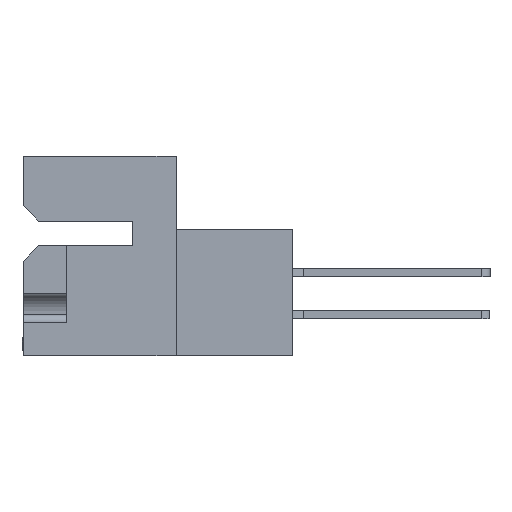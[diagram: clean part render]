
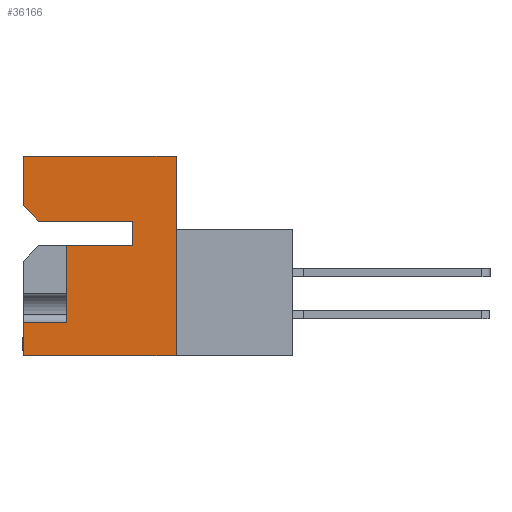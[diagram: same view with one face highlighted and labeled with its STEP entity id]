
A CAD part, left-side view. The second image highlights one B-rep face of the part: STEP entity #36166.
In plain terms, the highlighted planar face has unit normal (-1, 0, 0).
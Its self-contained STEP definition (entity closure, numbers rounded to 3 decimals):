
#127 = VERTEX_POINT ( 'NONE', #46254 ) ;
#317 = EDGE_CURVE ( 'NONE', #32839, #10933, #621, .T. ) ;
#621 = LINE ( 'NONE', #43275, #27458 ) ;
#1146 = CARTESIAN_POINT ( 'NONE',  ( 0., -8.814, -15.088 ) ) ;
#1763 = CARTESIAN_POINT ( 'NONE',  ( 0., 0., 0. ) ) ;
#2984 = CARTESIAN_POINT ( 'NONE',  ( 0., 11.506, 0. ) ) ;
#3096 = VERTEX_POINT ( 'NONE', #44535 ) ;
#3142 = DIRECTION ( 'NONE',  ( 0., 0., 1. ) ) ;
#3402 = ORIENTED_EDGE ( 'NONE', *, *, #317, .F. ) ;
#4131 = LINE ( 'NONE', #13226, #23483 ) ;
#4471 = VECTOR ( 'NONE', #32547, 1000. ) ;
#5020 = EDGE_CURVE ( 'NONE', #16588, #127, #6059, .T. ) ;
#6059 = LINE ( 'NONE', #21601, #32317 ) ;
#9107 = CARTESIAN_POINT ( 'NONE',  ( 0., 3.251, -6.782 ) ) ;
#9283 = PLANE ( 'NONE',  #31727 ) ;
#9336 = CARTESIAN_POINT ( 'NONE',  ( 0., 8.255, -12.58 ) ) ;
#9804 = CARTESIAN_POINT ( 'NONE',  ( 0., 8.255, -6.782 ) ) ;
#10933 = VERTEX_POINT ( 'NONE', #2984 ) ;
#12572 = VECTOR ( 'NONE', #50018, 1000. ) ;
#13209 = CARTESIAN_POINT ( 'NONE',  ( 0., 0., 0. ) ) ;
#13226 = CARTESIAN_POINT ( 'NONE',  ( 0., 10.363, -4.902 ) ) ;
#13440 = EDGE_CURVE ( 'NONE', #25770, #31058, #45224, .T. ) ;
#13764 = ORIENTED_EDGE ( 'NONE', *, *, #49969, .F. ) ;
#14332 = CARTESIAN_POINT ( 'NONE',  ( 0., 8.255, -6.782 ) ) ;
#14810 = LINE ( 'NONE', #1146, #45332 ) ;
#16588 = VERTEX_POINT ( 'NONE', #18923 ) ;
#16749 = ORIENTED_EDGE ( 'NONE', *, *, #45944, .T. ) ;
#17963 = ORIENTED_EDGE ( 'NONE', *, *, #13440, .F. ) ;
#18145 = VERTEX_POINT ( 'NONE', #33718 ) ;
#18429 = DIRECTION ( 'NONE',  ( 0., 0., 1. ) ) ;
#18505 = ORIENTED_EDGE ( 'NONE', *, *, #5020, .F. ) ;
#18923 = CARTESIAN_POINT ( 'NONE',  ( 0., 3.251, -4.902 ) ) ;
#19689 = EDGE_CURVE ( 'NONE', #18145, #31058, #35608, .T. ) ;
#19733 = LINE ( 'NONE', #33970, #27217 ) ;
#20532 = ORIENTED_EDGE ( 'NONE', *, *, #25894, .F. ) ;
#21422 = ORIENTED_EDGE ( 'NONE', *, *, #19689, .T. ) ;
#21562 = DIRECTION ( 'NONE',  ( 0., 1., 0. ) ) ;
#21601 = CARTESIAN_POINT ( 'NONE',  ( 0., 0., -4.902 ) ) ;
#22843 = ORIENTED_EDGE ( 'NONE', *, *, #48233, .F. ) ;
#23413 = VECTOR ( 'NONE', #51664, 1000. ) ;
#23483 = VECTOR ( 'NONE', #29225, 1000. ) ;
#23498 = CARTESIAN_POINT ( 'NONE',  ( 0., 11.506, -3.759 ) ) ;
#23907 = ORIENTED_EDGE ( 'NONE', *, *, #47108, .F. ) ;
#24651 = LINE ( 'NONE', #35435, #23413 ) ;
#25173 = DIRECTION ( 'NONE',  ( 1., 0., 0. ) ) ;
#25770 = VERTEX_POINT ( 'NONE', #35080 ) ;
#25894 = EDGE_CURVE ( 'NONE', #49345, #16588, #24651, .T. ) ;
#27217 = VECTOR ( 'NONE', #33454, 1000. ) ;
#27458 = VECTOR ( 'NONE', #3142, 1000. ) ;
#29024 = CARTESIAN_POINT ( 'NONE',  ( 0., 11.506, 0. ) ) ;
#29073 = EDGE_LOOP ( 'NONE', ( #13764, #23907, #51593, #3402, #16749, #18505, #20532, #22843, #43428, #21422, #17963 ) ) ;
#29225 = DIRECTION ( 'NONE',  ( 0., -0.707, -0.707 ) ) ;
#29776 = CARTESIAN_POINT ( 'NONE',  ( 0., 11.506, -12.58 ) ) ;
#30019 = DIRECTION ( 'NONE',  ( 0., 0., -1. ) ) ;
#30786 = CARTESIAN_POINT ( 'NONE',  ( 0., 11.506, -15.088 ) ) ;
#31058 = VERTEX_POINT ( 'NONE', #29776 ) ;
#31727 = AXIS2_PLACEMENT_3D ( 'NONE', #1763, #25173, #41200 ) ;
#32317 = VECTOR ( 'NONE', #41630, 1000. ) ;
#32547 = DIRECTION ( 'NONE',  ( 0., -1., 0. ) ) ;
#32839 = VERTEX_POINT ( 'NONE', #23498 ) ;
#33084 = DIRECTION ( 'NONE',  ( 0., 1., 0. ) ) ;
#33454 = DIRECTION ( 'NONE',  ( 0., -1., 0. ) ) ;
#33718 = CARTESIAN_POINT ( 'NONE',  ( 0., 8.255, -12.58 ) ) ;
#33809 = VERTEX_POINT ( 'NONE', #9804 ) ;
#33970 = CARTESIAN_POINT ( 'NONE',  ( 0., 0., -6.782 ) ) ;
#34349 = VECTOR ( 'NONE', #21562, 1000. ) ;
#35080 = CARTESIAN_POINT ( 'NONE',  ( 0., 11.506, -15.088 ) ) ;
#35435 = CARTESIAN_POINT ( 'NONE',  ( 0., 3.251, -6.782 ) ) ;
#35608 = LINE ( 'NONE', #9336, #34349 ) ;
#36166 = ADVANCED_FACE ( 'NONE', ( #48896 ), #9283, .F. ) ;
#36671 = LINE ( 'NONE', #46587, #51669 ) ;
#40240 = VECTOR ( 'NONE', #18429, 1000. ) ;
#41200 = DIRECTION ( 'NONE',  ( 0., 0., -1. ) ) ;
#41630 = DIRECTION ( 'NONE',  ( 0., 1., 0. ) ) ;
#42503 = LINE ( 'NONE', #14332, #12572 ) ;
#43275 = CARTESIAN_POINT ( 'NONE',  ( 0., 11.506, -15.088 ) ) ;
#43428 = ORIENTED_EDGE ( 'NONE', *, *, #45468, .F. ) ;
#44535 = CARTESIAN_POINT ( 'NONE',  ( 0., 0., -15.088 ) ) ;
#44930 = EDGE_CURVE ( 'NONE', #10933, #48596, #49386, .T. ) ;
#45224 = LINE ( 'NONE', #30786, #40240 ) ;
#45332 = VECTOR ( 'NONE', #33084, 1000. ) ;
#45468 = EDGE_CURVE ( 'NONE', #18145, #33809, #42503, .T. ) ;
#45944 = EDGE_CURVE ( 'NONE', #32839, #127, #4131, .T. ) ;
#46254 = CARTESIAN_POINT ( 'NONE',  ( 0., 10.363, -4.902 ) ) ;
#46587 = CARTESIAN_POINT ( 'NONE',  ( 0., 0., 0. ) ) ;
#47108 = EDGE_CURVE ( 'NONE', #48596, #3096, #36671, .T. ) ;
#48233 = EDGE_CURVE ( 'NONE', #33809, #49345, #19733, .T. ) ;
#48596 = VERTEX_POINT ( 'NONE', #13209 ) ;
#48896 = FACE_OUTER_BOUND ( 'NONE', #29073, .T. ) ;
#49345 = VERTEX_POINT ( 'NONE', #9107 ) ;
#49386 = LINE ( 'NONE', #29024, #4471 ) ;
#49969 = EDGE_CURVE ( 'NONE', #3096, #25770, #14810, .T. ) ;
#50018 = DIRECTION ( 'NONE',  ( 0., 0., 1. ) ) ;
#51593 = ORIENTED_EDGE ( 'NONE', *, *, #44930, .F. ) ;
#51664 = DIRECTION ( 'NONE',  ( 0., 0., 1. ) ) ;
#51669 = VECTOR ( 'NONE', #30019, 1000. ) ;
